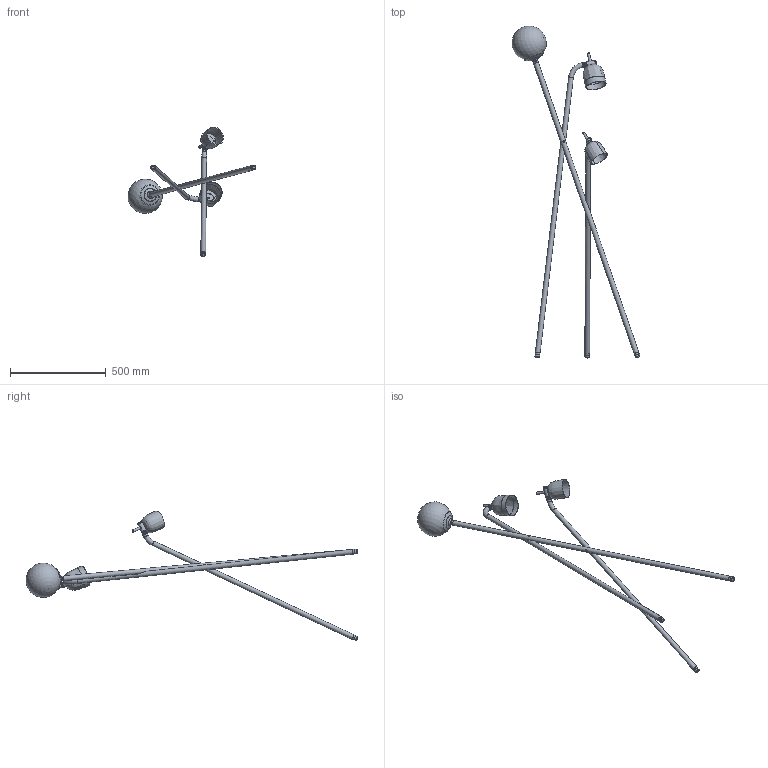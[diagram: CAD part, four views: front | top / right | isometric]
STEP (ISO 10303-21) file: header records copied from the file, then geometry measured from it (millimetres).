
FILE_DESCRIPTION(/* description */ (''),/* implementation_level */ '2;1');
FILE_NAME(/* name */ 'F439825150NENE.stp',/* time_stamp */ '2020-01-15T15:10:47+01:00',/* author */ ('sghezzi'),/* organization */ (''),/* preprocessor_version */ 'ST-DEVELOPER v17.2',/* originating_system */ 'Autodesk Inventor 2019',/* authorisation */ '');
FILE_SCHEMA (('AUTOMOTIVE_DESIGN { 1 0 10303 214 3 1 1 }'));
Length unit declared in the file: millimetre
Products named in the file (17): Assieme Piantana Trepiede Definitivo R63; Tubo Lungo Ridisegnato da 24 con Rotazione; 007439802 R75.5; Tubo Corto Ridisegnato R63; Bussola M10x1; 007439817 piu grande SCALATO 10; Assieme rotazione; Blocco di Rotazione; Maniglia; 007439813; Sfera Trepiede 180; 007439820 altezza 25mm con collare vuoto; Dissipatore LED; Dissipatore aggiunto; 064002000; 007439815 piu grande SCALATO 10; Nuovo schermo plastico led
Assembly tree (25 placements, depth 3):
  Assieme Piantana Trepiede Definitivo R63
    Tubo Lungo Ridisegnato da 24 con Rotazione
    007439802 R75.5
    Tubo Corto Ridisegnato R63
    Assieme rotazione  x2
      Blocco di Rotazione
      Maniglia
    Bussola M10x1
    007439817 piu grande SCALATO 10
    007439813  x3
    Sfera Trepiede 180
    007439820 altezza 25mm con collare vuoto
    Dissipatore LED  x2
    Dissipatore aggiunto  x3
    064002000  x3
    007439815 piu grande SCALATO 10
    Nuovo schermo plastico led  x2
Bounding box: 667.84 x 1732.71 x 677.32 mm (x, y, z)
Volume: 1259305 mm3; surface area: 1079879.1 mm2
Topology: 25 solids, 25 shells, 266 faces, 612 edges, 414 vertices
Faces by surface type: cylinder 102, plane 82, cone 54, bspline 13, torus 11, sphere 4
Full cylindrical faces by diameter (mm): 2 x6, 3 x4, 3.2 x9, 4 x3, 5 x2, 6 x4, 7 x3, 10 x15, 10.5 x3, 12 x2, 12.5 x2, 14.5 x2, 18 x4, 20.5 x9, 21 x7, 25 x11, 53 x2, 66 x3, 68 x1, 80 x2
Entity records: 9938 total; most frequent: CARTESIAN_POINT 5384, DIRECTION 870, ORIENTED_EDGE 734, AXIS2_PLACEMENT_3D 384, EDGE_CURVE 367, VERTEX_POINT 251, EDGE_LOOP 232, CIRCLE 194
